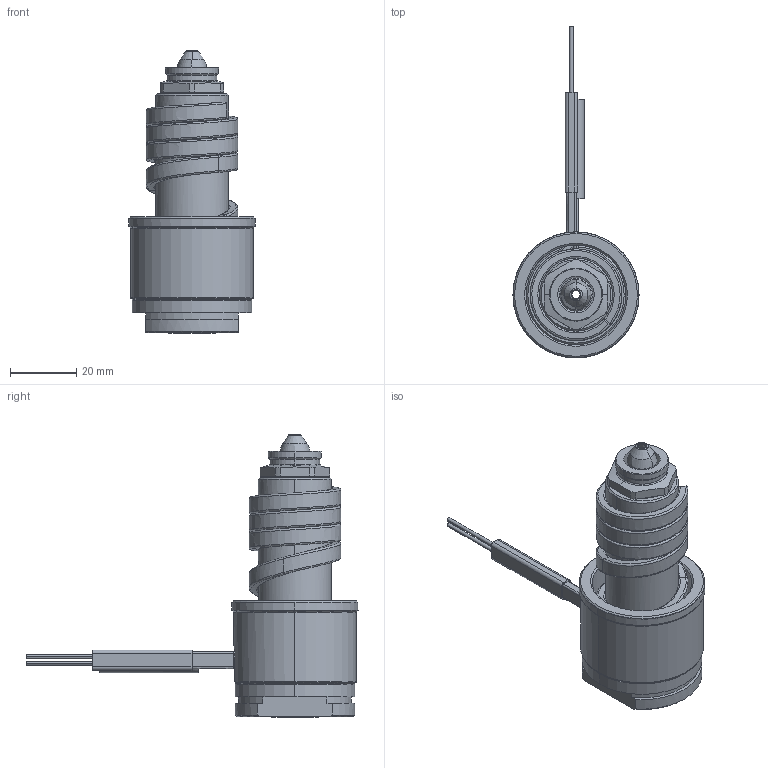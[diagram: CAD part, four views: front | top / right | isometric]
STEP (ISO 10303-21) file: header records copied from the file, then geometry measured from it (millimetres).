
FILE_DESCRIPTION((''),'2;1');
FILE_NAME('LS-86-AKM-N_ASM','2014-02-20T',('Íàòàëüÿ'),('IMID'),'PRO/ENGINEER BY PARAMETRIC TECHNOLOGY CORPORATION, 2010480','PRO/ENGINEER BY PARAMETRIC TECHNOLOGY CORPORATION, 2010480','');
FILE_SCHEMA(('CONFIG_CONTROL_DESIGN'));
Length unit declared in the file: millimetre
Products named in the file (3): LS-86-AKM; CMLS-1025_FORSUNKA; LS-86-AKM-N_ASM
Assembly tree (2 placements, depth 2):
  LS-86-AKM-N_ASM
    LS-86-AKM
    CMLS-1025_FORSUNKA
Bounding box: 38 x 100 x 85.2 mm (x, y, z)
Volume: 49552.9 mm3; surface area: 25427.4 mm2
Topology: 2 solids, 8 shells, 322 faces, 880 edges, 561 vertices
Faces by surface type: cylinder 114, cone 62, plane 51, bspline 51, torus 30, revolution 9, extrusion 5
Entity records: 15443 total; most frequent: CARTESIAN_POINT 7359, ORIENTED_EDGE 1720, DIRECTION 1658, EDGE_CURVE 872, AXIS2_PLACEMENT_3D 685, VERTEX_POINT 561, CIRCLE 421, EDGE_LOOP 347
